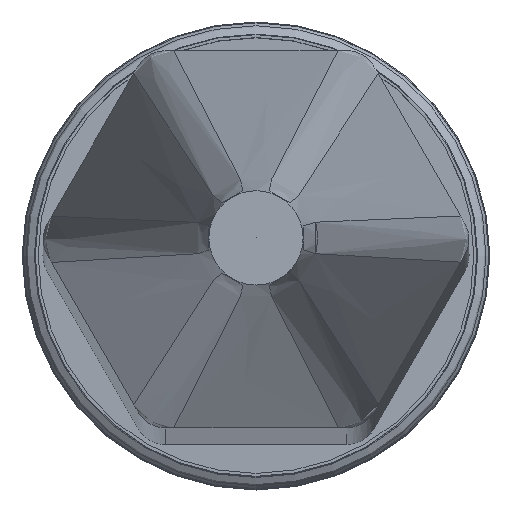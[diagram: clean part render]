
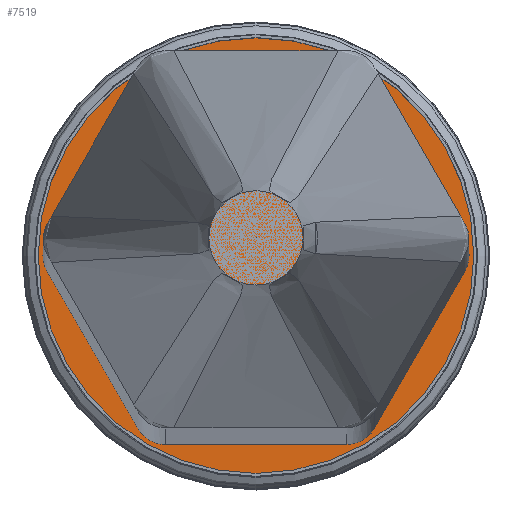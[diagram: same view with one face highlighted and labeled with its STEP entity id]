
A CAD part, top view. The second image highlights one B-rep face of the part: STEP entity #7519.
In plain terms, the highlighted planar face has unit normal (0, 0, 1).
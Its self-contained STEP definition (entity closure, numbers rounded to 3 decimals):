
#150=CIRCLE('',#7835,3.464);
#385=PLANE('',#7837);
#783=FACE_OUTER_BOUND('',#1243,.T.);
#1243=EDGE_LOOP('',(#6566));
#3524=VERTEX_POINT('',#13804);
#4538=EDGE_CURVE('',#3524,#3524,#150,.T.);
#6566=ORIENTED_EDGE('',*,*,#4538,.T.);
#7519=ADVANCED_FACE('',(#783),#385,.T.);
#7835=AXIS2_PLACEMENT_3D('',#13805,#9093,#9094);
#7837=AXIS2_PLACEMENT_3D('',#13807,#9097,#9098);
#9093=DIRECTION('center_axis',(0.,0.,1.));
#9094=DIRECTION('ref_axis',(1.,0.,0.));
#9097=DIRECTION('center_axis',(0.,0.,1.));
#9098=DIRECTION('ref_axis',(1.,0.,0.));
#13804=CARTESIAN_POINT('',(-3.464,0.,0.));
#13805=CARTESIAN_POINT('Origin',(0.,0.,0.));
#13807=CARTESIAN_POINT('Origin',(0.,0.,0.));
